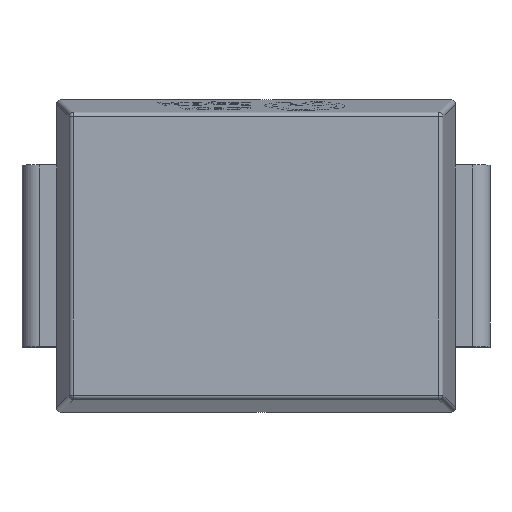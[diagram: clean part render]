
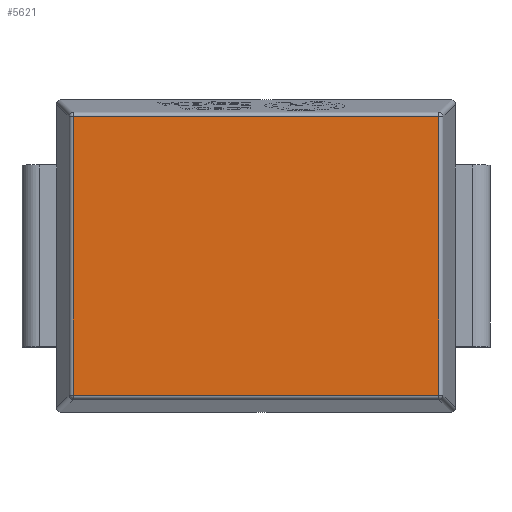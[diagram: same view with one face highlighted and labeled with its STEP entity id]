
A CAD part, top view. The second image highlights one B-rep face of the part: STEP entity #5621.
In plain terms, the highlighted planar face has unit normal (0, 0, 1).
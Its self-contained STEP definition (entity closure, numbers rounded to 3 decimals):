
#28 = PLANE ( 'NONE',  #14061 ) ;
#1028 = ORIENTED_EDGE ( 'NONE', *, *, #1371, .T. ) ;
#1371 = EDGE_CURVE ( 'NONE', #4117, #9678, #4818, .T. ) ;
#1517 = VECTOR ( 'NONE', #3414, 1000. ) ;
#1563 = ORIENTED_EDGE ( 'NONE', *, *, #2790, .T. ) ;
#2311 = CARTESIAN_POINT ( 'NONE',  ( -2.108, -1.608, 2. ) ) ;
#2423 = VERTEX_POINT ( 'NONE', #6620 ) ;
#2426 = CARTESIAN_POINT ( 'NONE',  ( 0., 0., 2. ) ) ;
#2790 = EDGE_CURVE ( 'NONE', #10956, #4117, #15059, .T. ) ;
#3414 = DIRECTION ( 'NONE',  ( 1., 0., 0. ) ) ;
#3416 = DIRECTION ( 'NONE',  ( -1., 0., 0. ) ) ;
#3488 = LINE ( 'NONE', #9544, #13712 ) ;
#3723 = LINE ( 'NONE', #7016, #8360 ) ;
#4117 = VERTEX_POINT ( 'NONE', #14913 ) ;
#4642 = DIRECTION ( 'NONE',  ( 0., -1., 0. ) ) ;
#4818 = LINE ( 'NONE', #4978, #9434 ) ;
#4978 = CARTESIAN_POINT ( 'NONE',  ( 2.108, 1.65, 2. ) ) ;
#5621 = ADVANCED_FACE ( 'NONE', ( #8324 ), #28, .F. ) ;
#6217 = ORIENTED_EDGE ( 'NONE', *, *, #13986, .T. ) ;
#6620 = CARTESIAN_POINT ( 'NONE',  ( -2.108, 1.608, 2. ) ) ;
#7016 = CARTESIAN_POINT ( 'NONE',  ( -2.108, -1.65, 2. ) ) ;
#8324 = FACE_OUTER_BOUND ( 'NONE', #11639, .T. ) ;
#8360 = VECTOR ( 'NONE', #4642, 1000. ) ;
#9324 = DIRECTION ( 'NONE',  ( 0., 1., 0. ) ) ;
#9434 = VECTOR ( 'NONE', #9324, 1000. ) ;
#9544 = CARTESIAN_POINT ( 'NONE',  ( -2.15, 1.608, 2. ) ) ;
#9678 = VERTEX_POINT ( 'NONE', #14539 ) ;
#10956 = VERTEX_POINT ( 'NONE', #2311 ) ;
#11639 = EDGE_LOOP ( 'NONE', ( #1028, #13930, #6217, #1563 ) ) ;
#11918 = DIRECTION ( 'NONE',  ( 0., 0., -1. ) ) ;
#13712 = VECTOR ( 'NONE', #14213, 1000. ) ;
#13896 = CARTESIAN_POINT ( 'NONE',  ( 2.15, -1.608, 2. ) ) ;
#13930 = ORIENTED_EDGE ( 'NONE', *, *, #14024, .T. ) ;
#13986 = EDGE_CURVE ( 'NONE', #2423, #10956, #3723, .T. ) ;
#14024 = EDGE_CURVE ( 'NONE', #9678, #2423, #3488, .T. ) ;
#14061 = AXIS2_PLACEMENT_3D ( 'NONE', #2426, #11918, #3416 ) ;
#14213 = DIRECTION ( 'NONE',  ( -1., 0., 0. ) ) ;
#14539 = CARTESIAN_POINT ( 'NONE',  ( 2.108, 1.608, 2. ) ) ;
#14913 = CARTESIAN_POINT ( 'NONE',  ( 2.108, -1.608, 2. ) ) ;
#15059 = LINE ( 'NONE', #13896, #1517 ) ;
